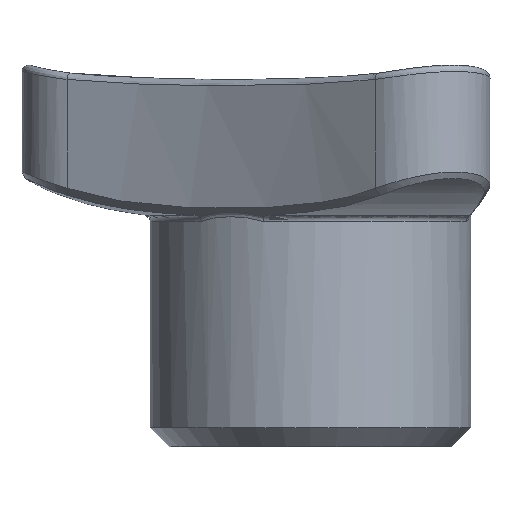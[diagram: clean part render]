
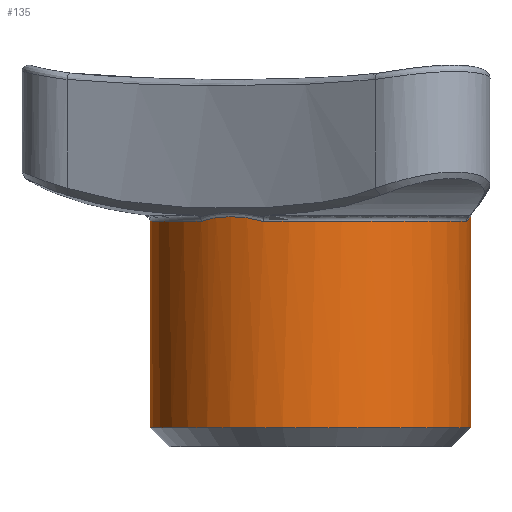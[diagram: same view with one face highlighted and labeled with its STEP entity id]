
A CAD part, left-side view. The second image highlights one B-rep face of the part: STEP entity #135.
In plain terms, the highlighted cylindrical face has radius 12.5 mm (diameter 25 mm), a full revolution.
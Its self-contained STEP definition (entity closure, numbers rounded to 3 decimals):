
#135 = ADVANCED_FACE( '', ( #276, #277 ), #278, .T. );
#276 = FACE_OUTER_BOUND( '', #1981, .T. );
#277 = FACE_OUTER_BOUND( '', #1982, .T. );
#278 = CYLINDRICAL_SURFACE( '', #1983, 12.5 );
#1981 = EDGE_LOOP( '', ( #2556 ) );
#1982 = EDGE_LOOP( '', ( #2557, #2558, #2559, #2560, #2561, #2562 ) );
#1983 = AXIS2_PLACEMENT_3D( '', #2563, #2564, #2565 );
#2556 = ORIENTED_EDGE( '', *, *, #2650, .T. );
#2557 = ORIENTED_EDGE( '', *, *, #2667, .T. );
#2558 = ORIENTED_EDGE( '', *, *, #2642, .T. );
#2559 = ORIENTED_EDGE( '', *, *, #2703, .T. );
#2560 = ORIENTED_EDGE( '', *, *, #2695, .T. );
#2561 = ORIENTED_EDGE( '', *, *, #2610, .T. );
#2562 = ORIENTED_EDGE( '', *, *, #2665, .T. );
#2563 = CARTESIAN_POINT( '', ( 0., 0., 27. ) );
#2564 = DIRECTION( '', ( 0., 0., -1. ) );
#2565 = DIRECTION( '', ( 1., 0., 0. ) );
#2610 = EDGE_CURVE( '', #2754, #2752, #2755, .F. );
#2642 = EDGE_CURVE( '', #2808, #2806, #2809, .T. );
#2650 = EDGE_CURVE( '', #2820, #2820, #2821, .T. );
#2665 = EDGE_CURVE( '', #2752, #2837, #2839, .T. );
#2667 = EDGE_CURVE( '', #2837, #2808, #2841, .F. );
#2695 = EDGE_CURVE( '', #2875, #2754, #2876, .T. );
#2703 = EDGE_CURVE( '', #2806, #2875, #2885, .F. );
#2752 = VERTEX_POINT( '', #3273 );
#2754 = VERTEX_POINT( '', #3293 );
#2755 = CIRCLE( '', #3294, 12.5 );
#2806 = VERTEX_POINT( '', #3991 );
#2808 = VERTEX_POINT( '', #4012 );
#2809 = B_SPLINE_CURVE_WITH_KNOTS( '', 3, ( #4013, #4014, #4015, #4016, #4017, #4018, #4019, #4020, #4021, #4022, #4023, #4024, #4025, #4026, #4027, #4028, #4029, #4030, #4031, #4032, #4033, #4034, #4035 ), .UNSPECIFIED., .F., .F., ( 4, 2, 2, 2, 1, 1, 1, 2, 2, 2, 2, 2, 4 ), ( 0., 0.001, 0.001, 0.002, 0.002, 0.003, 0.003, 0.003, 0.003, 0.004, 0.004, 0.005, 0.006 ), .UNSPECIFIED. );
#2820 = VERTEX_POINT( '', #4141 );
#2821 = CIRCLE( '', #4142, 12.5 );
#2837 = VERTEX_POINT( '', #4186 );
#2839 = B_SPLINE_CURVE_WITH_KNOTS( '', 3, ( #4206, #4207, #4208, #4209, #4210, #4211, #4212, #4213, #4214, #4215, #4216, #4217, #4218, #4219, #4220, #4221, #4222, #4223, #4224, #4225, #4226, #4227, #4228 ), .UNSPECIFIED., .F., .F., ( 4, 2, 2, 2, 1, 1, 1, 2, 2, 2, 2, 2, 4 ), ( 0., 0.001, 0.001, 0.002, 0.002, 0.003, 0.003, 0.003, 0.003, 0.004, 0.004, 0.005, 0.006 ), .UNSPECIFIED. );
#2841 = CIRCLE( '', #4230, 12.5 );
#2875 = VERTEX_POINT( '', #4536 );
#2876 = B_SPLINE_CURVE_WITH_KNOTS( '', 3, ( #4537, #4538, #4539, #4540, #4541, #4542, #4543, #4544, #4545, #4546, #4547, #4548, #4549, #4550, #4551, #4552, #4553, #4554, #4555, #4556, #4557, #4558, #4559 ), .UNSPECIFIED., .F., .F., ( 4, 2, 2, 2, 1, 1, 1, 2, 2, 2, 2, 2, 4 ), ( 0., 0.001, 0.001, 0.002, 0.002, 0.003, 0.003, 0.003, 0.003, 0.004, 0.004, 0.005, 0.006 ), .UNSPECIFIED. );
#2885 = CIRCLE( '', #4586, 12.5 );
#3273 = CARTESIAN_POINT( '', ( -11.952, 3.661, 17.577 ) );
#3293 = CARTESIAN_POINT( '', ( -2.805, -12.181, 17.577 ) );
#3294 = AXIS2_PLACEMENT_3D( '', #4604, #4605, #4606 );
#3991 = CARTESIAN_POINT( '', ( 11.952, 3.661, 17.577 ) );
#4012 = CARTESIAN_POINT( '', ( 9.147, 8.52, 17.577 ) );
#4013 = CARTESIAN_POINT( '', ( 9.147, 8.52, 17.577 ) );
#4014 = CARTESIAN_POINT( '', ( 9.305, 8.35, 17.638 ) );
#4015 = CARTESIAN_POINT( '', ( 9.459, 8.175, 17.692 ) );
#4016 = CARTESIAN_POINT( '', ( 9.758, 7.815, 17.784 ) );
#4017 = CARTESIAN_POINT( '', ( 9.903, 7.631, 17.823 ) );
#4018 = CARTESIAN_POINT( '', ( 10.183, 7.253, 17.886 ) );
#4019 = CARTESIAN_POINT( '', ( 10.319, 7.059, 17.91 ) );
#4020 = CARTESIAN_POINT( '', ( 10.514, 6.761, 17.934 ) );
#4021 = CARTESIAN_POINT( '', ( 10.61, 6.61, 17.943 ) );
#4022 = CARTESIAN_POINT( '', ( 10.719, 6.431, 17.948 ) );
#4023 = CARTESIAN_POINT( '', ( 10.773, 6.34, 17.95 ) );
#4024 = CARTESIAN_POINT( '', ( 10.795, 6.301, 17.95 ) );
#4025 = CARTESIAN_POINT( '', ( 10.811, 6.275, 17.95 ) );
#4026 = CARTESIAN_POINT( '', ( 10.818, 6.262, 17.95 ) );
#4027 = CARTESIAN_POINT( '', ( 10.946, 6.041, 17.95 ) );
#4028 = CARTESIAN_POINT( '', ( 11.06, 5.83, 17.942 ) );
#4029 = CARTESIAN_POINT( '', ( 11.273, 5.406, 17.91 ) );
#4030 = CARTESIAN_POINT( '', ( 11.373, 5.192, 17.886 ) );
#4031 = CARTESIAN_POINT( '', ( 11.56, 4.761, 17.823 ) );
#4032 = CARTESIAN_POINT( '', ( 11.648, 4.543, 17.784 ) );
#4033 = CARTESIAN_POINT( '', ( 11.809, 4.105, 17.692 ) );
#4034 = CARTESIAN_POINT( '', ( 11.884, 3.884, 17.638 ) );
#4035 = CARTESIAN_POINT( '', ( 11.952, 3.661, 17.577 ) );
#4141 = CARTESIAN_POINT( '', ( 12.5, 0., 1.5 ) );
#4142 = AXIS2_PLACEMENT_3D( '', #4616, #4617, #4618 );
#4186 = CARTESIAN_POINT( '', ( -9.147, 8.52, 17.577 ) );
#4206 = CARTESIAN_POINT( '', ( -11.952, 3.661, 17.577 ) );
#4207 = CARTESIAN_POINT( '', ( -11.884, 3.884, 17.638 ) );
#4208 = CARTESIAN_POINT( '', ( -11.809, 4.105, 17.692 ) );
#4209 = CARTESIAN_POINT( '', ( -11.647, 4.543, 17.784 ) );
#4210 = CARTESIAN_POINT( '', ( -11.56, 4.761, 17.823 ) );
#4211 = CARTESIAN_POINT( '', ( -11.373, 5.193, 17.886 ) );
#4212 = CARTESIAN_POINT( '', ( -11.273, 5.407, 17.91 ) );
#4213 = CARTESIAN_POINT( '', ( -11.112, 5.725, 17.934 ) );
#4214 = CARTESIAN_POINT( '', ( -11.03, 5.884, 17.943 ) );
#4215 = CARTESIAN_POINT( '', ( -10.929, 6.068, 17.948 ) );
#4216 = CARTESIAN_POINT( '', ( -10.877, 6.159, 17.95 ) );
#4217 = CARTESIAN_POINT( '', ( -10.855, 6.198, 17.95 ) );
#4218 = CARTESIAN_POINT( '', ( -10.84, 6.225, 17.95 ) );
#4219 = CARTESIAN_POINT( '', ( -10.832, 6.238, 17.95 ) );
#4220 = CARTESIAN_POINT( '', ( -10.705, 6.459, 17.95 ) );
#4221 = CARTESIAN_POINT( '', ( -10.579, 6.663, 17.942 ) );
#4222 = CARTESIAN_POINT( '', ( -10.318, 7.06, 17.91 ) );
#4223 = CARTESIAN_POINT( '', ( -10.183, 7.253, 17.886 ) );
#4224 = CARTESIAN_POINT( '', ( -9.903, 7.631, 17.823 ) );
#4225 = CARTESIAN_POINT( '', ( -9.758, 7.815, 17.784 ) );
#4226 = CARTESIAN_POINT( '', ( -9.459, 8.175, 17.692 ) );
#4227 = CARTESIAN_POINT( '', ( -9.305, 8.35, 17.638 ) );
#4228 = CARTESIAN_POINT( '', ( -9.147, 8.52, 17.577 ) );
#4230 = AXIS2_PLACEMENT_3D( '', #4637, #4638, #4639 );
#4536 = CARTESIAN_POINT( '', ( 2.805, -12.181, 17.577 ) );
#4537 = CARTESIAN_POINT( '', ( 2.805, -12.181, 17.577 ) );
#4538 = CARTESIAN_POINT( '', ( 2.578, -12.233, 17.638 ) );
#4539 = CARTESIAN_POINT( '', ( 2.35, -12.279, 17.692 ) );
#4540 = CARTESIAN_POINT( '', ( 1.889, -12.359, 17.784 ) );
#4541 = CARTESIAN_POINT( '', ( 1.657, -12.392, 17.823 ) );
#4542 = CARTESIAN_POINT( '', ( 1.19, -12.445, 17.886 ) );
#4543 = CARTESIAN_POINT( '', ( 0.954, -12.466, 17.91 ) );
#4544 = CARTESIAN_POINT( '', ( 0.598, -12.486, 17.934 ) );
#4545 = CARTESIAN_POINT( '', ( 0.419, -12.494, 17.943 ) );
#4546 = CARTESIAN_POINT( '', ( 0.21, -12.498, 17.948 ) );
#4547 = CARTESIAN_POINT( '', ( 0.105, -12.5, 17.95 ) );
#4548 = CARTESIAN_POINT( '', ( 0.059, -12.5, 17.95 ) );
#4549 = CARTESIAN_POINT( '', ( 0.029, -12.5, 17.95 ) );
#4550 = CARTESIAN_POINT( '', ( 0.014, -12.5, 17.95 ) );
#4551 = CARTESIAN_POINT( '', ( -0.242, -12.5, 17.95 ) );
#4552 = CARTESIAN_POINT( '', ( -0.48, -12.493, 17.942 ) );
#4553 = CARTESIAN_POINT( '', ( -0.955, -12.466, 17.91 ) );
#4554 = CARTESIAN_POINT( '', ( -1.19, -12.445, 17.886 ) );
#4555 = CARTESIAN_POINT( '', ( -1.657, -12.392, 17.823 ) );
#4556 = CARTESIAN_POINT( '', ( -1.889, -12.359, 17.784 ) );
#4557 = CARTESIAN_POINT( '', ( -2.35, -12.279, 17.692 ) );
#4558 = CARTESIAN_POINT( '', ( -2.578, -12.233, 17.638 ) );
#4559 = CARTESIAN_POINT( '', ( -2.805, -12.181, 17.577 ) );
#4586 = AXIS2_PLACEMENT_3D( '', #4658, #4659, #4660 );
#4604 = CARTESIAN_POINT( '', ( 0., 0., 17.577 ) );
#4605 = DIRECTION( '', ( 0., 0., 1. ) );
#4606 = DIRECTION( '', ( 1., 0., 0. ) );
#4616 = CARTESIAN_POINT( '', ( 0., 0., 1.5 ) );
#4617 = DIRECTION( '', ( 0., 0., 1. ) );
#4618 = DIRECTION( '', ( 1., 0., 0. ) );
#4637 = CARTESIAN_POINT( '', ( 0., 0., 17.577 ) );
#4638 = DIRECTION( '', ( 0., 0., 1. ) );
#4639 = DIRECTION( '', ( 1., 0., 0. ) );
#4658 = CARTESIAN_POINT( '', ( 0., 0., 17.577 ) );
#4659 = DIRECTION( '', ( 0., 0., 1. ) );
#4660 = DIRECTION( '', ( 1., 0., 0. ) );
